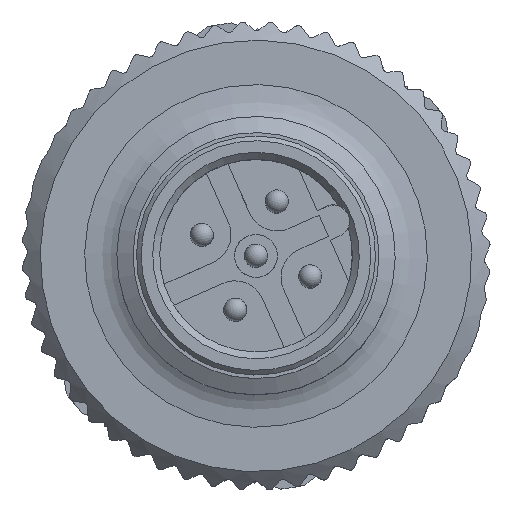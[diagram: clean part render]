
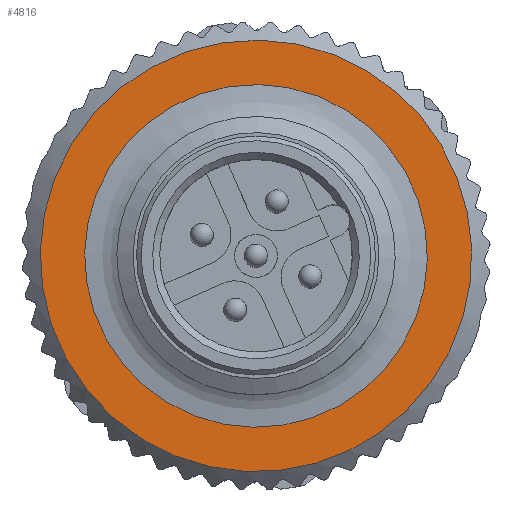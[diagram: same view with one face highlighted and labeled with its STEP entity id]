
A CAD part, top view. The second image highlights one B-rep face of the part: STEP entity #4816.
In plain terms, the highlighted planar face has unit normal (0, 0, 1).
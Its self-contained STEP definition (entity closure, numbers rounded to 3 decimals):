
#620 = EDGE_LOOP ( 'NONE', ( #14654 ) ) ;
#891 = CARTESIAN_POINT ( 'NONE',  ( 0., 0., 21.494 ) ) ;
#1009 = CARTESIAN_POINT ( 'NONE',  ( 0., 0., 21.494 ) ) ;
#1274 = CIRCLE ( 'NONE', #7295, 7.386 ) ;
#1768 = CIRCLE ( 'NONE', #1815, 9.3 ) ;
#1815 = AXIS2_PLACEMENT_3D ( 'NONE', #1009, #12346, #2699 ) ;
#1921 = CARTESIAN_POINT ( 'NONE',  ( 3.333, 8.682, 21.494 ) ) ;
#2239 = ORIENTED_EDGE ( 'NONE', *, *, #5962, .T. ) ;
#2699 = DIRECTION ( 'NONE',  ( 0.358, 0.934, 0. ) ) ;
#4186 = CARTESIAN_POINT ( 'NONE',  ( 0., 0., 21.494 ) ) ;
#4561 = AXIS2_PLACEMENT_3D ( 'NONE', #891, #9530, #11206 ) ;
#4708 = FACE_BOUND ( 'NONE', #4857, .T. ) ;
#4816 = ADVANCED_FACE ( 'NONE', ( #4708, #13173 ), #17467, .T. ) ;
#4857 = EDGE_LOOP ( 'NONE', ( #2239 ) ) ;
#5962 = EDGE_CURVE ( 'NONE', #9633, #9633, #1274, .T. ) ;
#7020 = DIRECTION ( 'NONE',  ( 0.358, 0.934, 0. ) ) ;
#7295 = AXIS2_PLACEMENT_3D ( 'NONE', #4186, #13641, #7020 ) ;
#9530 = DIRECTION ( 'NONE',  ( 0., 0., 1. ) ) ;
#9633 = VERTEX_POINT ( 'NONE', #14663 ) ;
#11206 = DIRECTION ( 'NONE',  ( 0.358, 0.934, 0. ) ) ;
#12346 = DIRECTION ( 'NONE',  ( 0., 0., 1. ) ) ;
#13173 = FACE_OUTER_BOUND ( 'NONE', #620, .T. ) ;
#13641 = DIRECTION ( 'NONE',  ( 0., 0., -1. ) ) ;
#14654 = ORIENTED_EDGE ( 'NONE', *, *, #20141, .T. ) ;
#14663 = CARTESIAN_POINT ( 'NONE',  ( 2.647, 6.896, 21.494 ) ) ;
#15582 = VERTEX_POINT ( 'NONE', #1921 ) ;
#17467 = PLANE ( 'NONE',  #4561 ) ;
#20141 = EDGE_CURVE ( 'NONE', #15582, #15582, #1768, .T. ) ;
